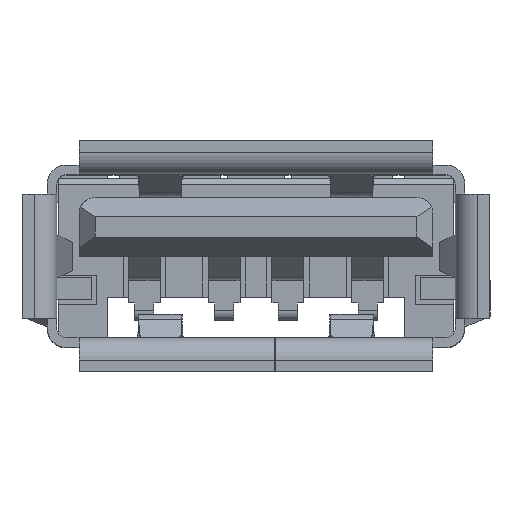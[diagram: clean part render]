
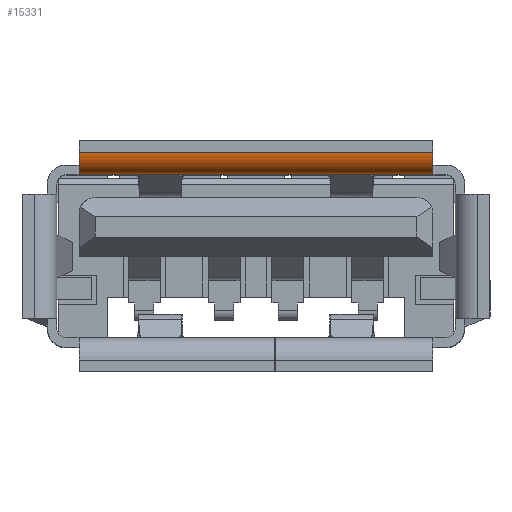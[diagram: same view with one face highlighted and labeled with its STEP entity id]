
A CAD part, top view. The second image highlights one B-rep face of the part: STEP entity #15331.
In plain terms, the highlighted cylindrical face has radius 0.7 mm (diameter 1.4 mm), a partial arc.
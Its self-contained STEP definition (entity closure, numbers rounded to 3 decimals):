
#387 = DIRECTION ( 'NONE',  ( 0., 0., -1. ) ) ;
#406 = ORIENTED_EDGE ( 'NONE', *, *, #17005, .F. ) ;
#936 = CIRCLE ( 'NONE', #13590, 0.7 ) ;
#1428 = DIRECTION ( 'NONE',  ( 1., 0., 0. ) ) ;
#2148 = CARTESIAN_POINT ( 'NONE',  ( 5.55, 2.56, 4.8 ) ) ;
#2278 = CARTESIAN_POINT ( 'NONE',  ( -5.55, 3.26, 4.8 ) ) ;
#4032 = CARTESIAN_POINT ( 'NONE',  ( 5.55, 3.26, 5.5 ) ) ;
#4949 = CYLINDRICAL_SURFACE ( 'NONE', #9396, 0.7 ) ;
#5662 = DIRECTION ( 'NONE',  ( -1., 0., 0. ) ) ;
#5756 = FACE_OUTER_BOUND ( 'NONE', #20991, .T. ) ;
#6472 = DIRECTION ( 'NONE',  ( 0., 0., 1. ) ) ;
#6613 = CIRCLE ( 'NONE', #6807, 0.7 ) ;
#6807 = AXIS2_PLACEMENT_3D ( 'NONE', #16491, #19788, #6472 ) ;
#6903 = VERTEX_POINT ( 'NONE', #2148 ) ;
#7765 = EDGE_CURVE ( 'NONE', #9721, #6903, #12215, .T. ) ;
#8245 = DIRECTION ( 'NONE',  ( 0., 0., 1. ) ) ;
#9396 = AXIS2_PLACEMENT_3D ( 'NONE', #2278, #5662, #387 ) ;
#9620 = VECTOR ( 'NONE', #18745, 1000. ) ;
#9721 = VERTEX_POINT ( 'NONE', #20582 ) ;
#10648 = VECTOR ( 'NONE', #16998, 1000. ) ;
#11763 = CARTESIAN_POINT ( 'NONE',  ( -5.55, 3.26, 5.5 ) ) ;
#12215 = LINE ( 'NONE', #13911, #9620 ) ;
#12331 = VERTEX_POINT ( 'NONE', #4032 ) ;
#13245 = CARTESIAN_POINT ( 'NONE',  ( -5.55, 3.26, 4.8 ) ) ;
#13590 = AXIS2_PLACEMENT_3D ( 'NONE', #13245, #1428, #8245 ) ;
#13728 = CARTESIAN_POINT ( 'NONE',  ( -5.55, 3.26, 5.5 ) ) ;
#13911 = CARTESIAN_POINT ( 'NONE',  ( -5.55, 2.56, 4.8 ) ) ;
#14413 = EDGE_CURVE ( 'NONE', #12331, #6903, #6613, .T. ) ;
#15040 = LINE ( 'NONE', #13728, #10648 ) ;
#15331 = ADVANCED_FACE ( 'NONE', ( #5756 ), #4949, .T. ) ;
#15948 = ORIENTED_EDGE ( 'NONE', *, *, #19484, .T. ) ;
#16491 = CARTESIAN_POINT ( 'NONE',  ( 5.55, 3.26, 4.8 ) ) ;
#16998 = DIRECTION ( 'NONE',  ( 1., 0., 0. ) ) ;
#17005 = EDGE_CURVE ( 'NONE', #20822, #12331, #15040, .T. ) ;
#18745 = DIRECTION ( 'NONE',  ( 1., 0., 0. ) ) ;
#19484 = EDGE_CURVE ( 'NONE', #20822, #9721, #936, .T. ) ;
#19788 = DIRECTION ( 'NONE',  ( 1., 0., 0. ) ) ;
#20268 = ORIENTED_EDGE ( 'NONE', *, *, #7765, .T. ) ;
#20582 = CARTESIAN_POINT ( 'NONE',  ( -5.55, 2.56, 4.8 ) ) ;
#20822 = VERTEX_POINT ( 'NONE', #11763 ) ;
#20940 = ORIENTED_EDGE ( 'NONE', *, *, #14413, .F. ) ;
#20991 = EDGE_LOOP ( 'NONE', ( #20940, #406, #15948, #20268 ) ) ;
